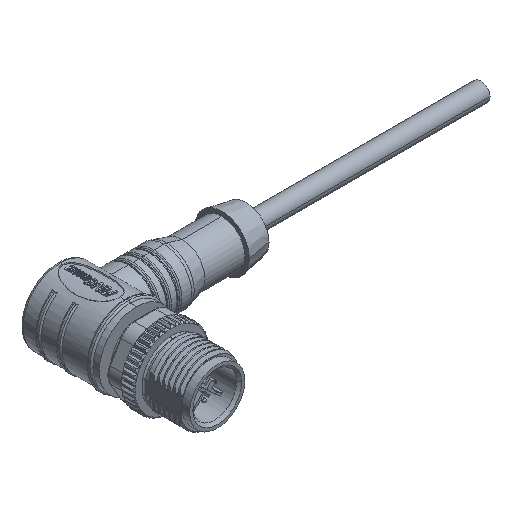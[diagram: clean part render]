
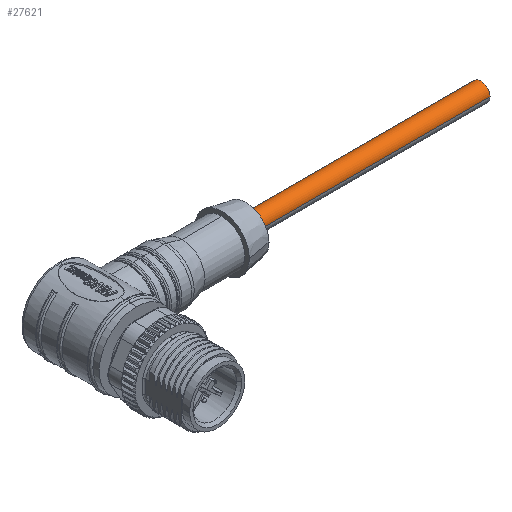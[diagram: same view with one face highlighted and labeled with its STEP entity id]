
A CAD part, isometric view. The second image highlights one B-rep face of the part: STEP entity #27621.
In plain terms, the highlighted cylindrical face has radius 1.75 mm (diameter 3.5 mm), a partial arc.
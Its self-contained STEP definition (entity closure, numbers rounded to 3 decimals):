
#4112 = CARTESIAN_POINT ( 'NONE',  ( 45.914, 5.356, 82.8 ) ) ;
#5031 = CARTESIAN_POINT ( 'NONE',  ( 45.914, 3.606, 82.8 ) ) ;
#7005 = VERTEX_POINT ( 'NONE', #41337 ) ;
#8212 = DIRECTION ( 'NONE',  ( -1., 0., 0. ) ) ;
#8869 = CARTESIAN_POINT ( 'NONE',  ( 0.914, 7.106, 82.8 ) ) ;
#9154 = DIRECTION ( 'NONE',  ( -1., 0., 0. ) ) ;
#9622 = FACE_OUTER_BOUND ( 'NONE', #45087, .T. ) ;
#9826 = EDGE_CURVE ( 'NONE', #14283, #26295, #49501, .T. ) ;
#12133 = DIRECTION ( 'NONE',  ( 0., -1., 0. ) ) ;
#13471 = EDGE_CURVE ( 'NONE', #43222, #7005, #23757, .T. ) ;
#14079 = CARTESIAN_POINT ( 'NONE',  ( 45.914, 5.356, 82.8 ) ) ;
#14283 = VERTEX_POINT ( 'NONE', #49485 ) ;
#16558 = AXIS2_PLACEMENT_3D ( 'NONE', #14079, #42592, #18167 ) ;
#16607 = ORIENTED_EDGE ( 'NONE', *, *, #42812, .T. ) ;
#18167 = DIRECTION ( 'NONE',  ( 0., -1., 0. ) ) ;
#19842 = AXIS2_PLACEMENT_3D ( 'NONE', #4112, #8212, #12133 ) ;
#22095 = DIRECTION ( 'NONE',  ( 1., 0., 0. ) ) ;
#22267 = DIRECTION ( 'NONE',  ( -1., 0., 0. ) ) ;
#23757 = LINE ( 'NONE', #5031, #44197 ) ;
#26295 = VERTEX_POINT ( 'NONE', #8869 ) ;
#27621 = ADVANCED_FACE ( 'NONE', ( #9622 ), #28719, .T. ) ;
#27716 = VECTOR ( 'NONE', #22267, 1000. ) ;
#28719 = CYLINDRICAL_SURFACE ( 'NONE', #19842, 1.75 ) ;
#29024 = AXIS2_PLACEMENT_3D ( 'NONE', #46559, #22095, #50676 ) ;
#31602 = ORIENTED_EDGE ( 'NONE', *, *, #13471, .F. ) ;
#32384 = CIRCLE ( 'NONE', #29024, 1.75 ) ;
#36455 = ORIENTED_EDGE ( 'NONE', *, *, #49986, .T. ) ;
#41337 = CARTESIAN_POINT ( 'NONE',  ( 0.914, 3.606, 82.8 ) ) ;
#42592 = DIRECTION ( 'NONE',  ( -1., 0., 0. ) ) ;
#42812 = EDGE_CURVE ( 'NONE', #43222, #14283, #45562, .T. ) ;
#43222 = VERTEX_POINT ( 'NONE', #45583 ) ;
#44197 = VECTOR ( 'NONE', #9154, 1000. ) ;
#45087 = EDGE_LOOP ( 'NONE', ( #16607, #47252, #36455, #31602 ) ) ;
#45562 = CIRCLE ( 'NONE', #16558, 1.75 ) ;
#45583 = CARTESIAN_POINT ( 'NONE',  ( 45.914, 3.606, 82.8 ) ) ;
#46559 = CARTESIAN_POINT ( 'NONE',  ( 0.914, 5.356, 82.8 ) ) ;
#46723 = CARTESIAN_POINT ( 'NONE',  ( 45.914, 7.106, 82.8 ) ) ;
#47252 = ORIENTED_EDGE ( 'NONE', *, *, #9826, .T. ) ;
#49485 = CARTESIAN_POINT ( 'NONE',  ( 45.914, 7.106, 82.8 ) ) ;
#49501 = LINE ( 'NONE', #46723, #27716 ) ;
#49986 = EDGE_CURVE ( 'NONE', #26295, #7005, #32384, .T. ) ;
#50676 = DIRECTION ( 'NONE',  ( 0., -1., 0. ) ) ;
